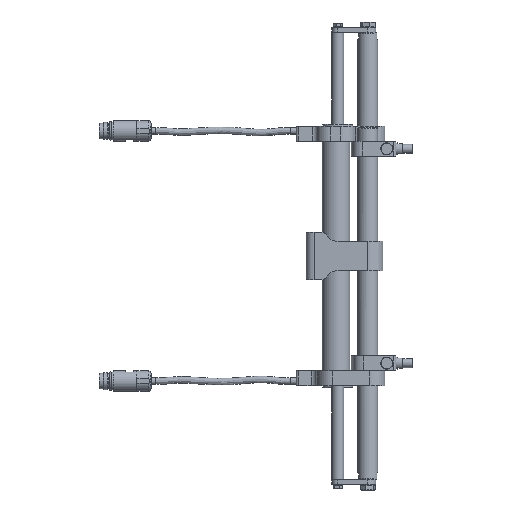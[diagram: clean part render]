
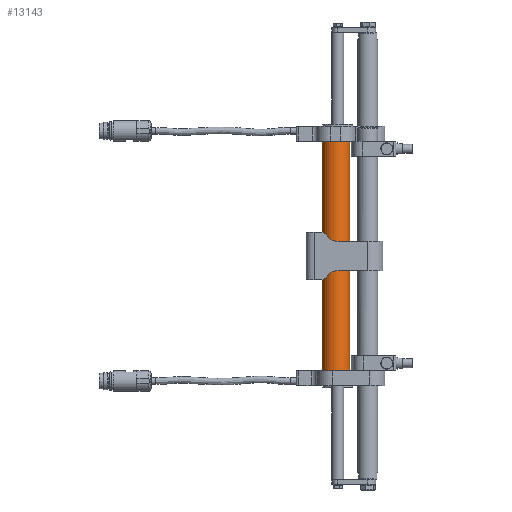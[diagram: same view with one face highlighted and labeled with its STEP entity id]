
A CAD part, left-side view. The second image highlights one B-rep face of the part: STEP entity #13143.
In plain terms, the highlighted cylindrical face has radius 14 mm (diameter 28 mm), a full revolution.
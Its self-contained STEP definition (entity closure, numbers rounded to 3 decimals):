
#148 = DIRECTION ( 'NONE',  ( 0., 0., 1. ) ) ;
#427 = DIRECTION ( 'NONE',  ( -1., 0., 0. ) ) ;
#2518 = VERTEX_POINT ( 'NONE', #18393 ) ;
#3190 = CARTESIAN_POINT ( 'NONE',  ( 248., 0., 14. ) ) ;
#3481 = DIRECTION ( 'NONE',  ( 0., 0., 1. ) ) ;
#8690 = CARTESIAN_POINT ( 'NONE',  ( 0., 0., 0. ) ) ;
#9518 = AXIS2_PLACEMENT_3D ( 'NONE', #8690, #24578, #3481 ) ;
#10421 = DIRECTION ( 'NONE',  ( 0., 0., 1. ) ) ;
#11845 = DIRECTION ( 'NONE',  ( -1., 0., 0. ) ) ;
#12584 = FACE_OUTER_BOUND ( 'NONE', #20217, .T. ) ;
#13143 = ADVANCED_FACE ( 'NONE', ( #12584, #20566 ), #18592, .T. ) ;
#13630 = ORIENTED_EDGE ( 'NONE', *, *, #20430, .T. ) ;
#15992 = CARTESIAN_POINT ( 'NONE',  ( 248., 0., 0. ) ) ;
#16234 = CIRCLE ( 'NONE', #24959, 14. ) ;
#18393 = CARTESIAN_POINT ( 'NONE',  ( 12., 0., 14. ) ) ;
#18592 = CYLINDRICAL_SURFACE ( 'NONE', #9518, 14. ) ;
#19087 = EDGE_LOOP ( 'NONE', ( #20658 ) ) ;
#20217 = EDGE_LOOP ( 'NONE', ( #13630 ) ) ;
#20430 = EDGE_CURVE ( 'NONE', #20907, #20907, #16234, .T. ) ;
#20566 = FACE_OUTER_BOUND ( 'NONE', #19087, .T. ) ;
#20658 = ORIENTED_EDGE ( 'NONE', *, *, #25259, .F. ) ;
#20724 = CARTESIAN_POINT ( 'NONE',  ( 12., 0., 0. ) ) ;
#20907 = VERTEX_POINT ( 'NONE', #3190 ) ;
#22270 = AXIS2_PLACEMENT_3D ( 'NONE', #20724, #427, #10421 ) ;
#24578 = DIRECTION ( 'NONE',  ( -1., 0., 0. ) ) ;
#24959 = AXIS2_PLACEMENT_3D ( 'NONE', #15992, #11845, #148 ) ;
#25259 = EDGE_CURVE ( 'NONE', #2518, #2518, #25611, .T. ) ;
#25611 = CIRCLE ( 'NONE', #22270, 14. ) ;
